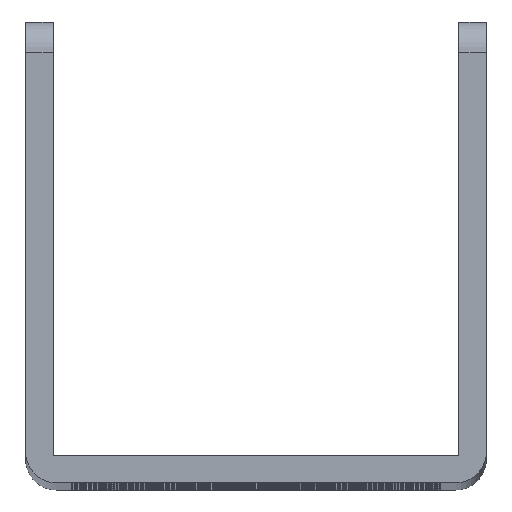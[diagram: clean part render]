
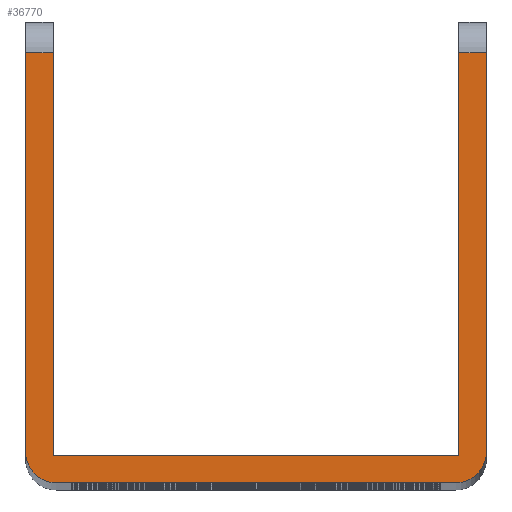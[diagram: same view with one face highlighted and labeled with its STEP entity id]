
A CAD part, top view. The second image highlights one B-rep face of the part: STEP entity #36770.
In plain terms, the highlighted planar face has unit normal (0, 0, 1).
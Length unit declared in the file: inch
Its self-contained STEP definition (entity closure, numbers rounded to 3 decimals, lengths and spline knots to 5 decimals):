
#1128 = DIRECTION ( 'NONE',  ( 0., 0., -1. ) ) ;
#1435 = CIRCLE ( 'NONE', #34284, 0.1 ) ;
#1924 = VERTEX_POINT ( 'NONE', #22636 ) ;
#2032 = CARTESIAN_POINT ( 'NONE',  ( 1.4, 0., 13.5 ) ) ;
#2256 = ORIENTED_EDGE ( 'NONE', *, *, #15131, .T. ) ;
#4731 = ORIENTED_EDGE ( 'NONE', *, *, #15547, .T. ) ;
#5519 = VERTEX_POINT ( 'NONE', #21110 ) ;
#5525 = EDGE_LOOP ( 'NONE', ( #36750, #42538, #2256, #34371, #31581, #4731, #27595, #26293, #34967, #38061 ) ) ;
#6917 = LINE ( 'NONE', #22560, #14399 ) ;
#7405 = CARTESIAN_POINT ( 'NONE',  ( 1.41, 0.09, 13.5 ) ) ;
#9178 = CARTESIAN_POINT ( 'NONE',  ( 0., 1.4, 13.5 ) ) ;
#9964 = CARTESIAN_POINT ( 'NONE',  ( 0., 1.4, 13.5 ) ) ;
#10641 = CARTESIAN_POINT ( 'NONE',  ( 1.5, 1.5, 13.5 ) ) ;
#11562 = VECTOR ( 'NONE', #34274, 39.37008 ) ;
#11830 = DIRECTION ( 'NONE',  ( -1., 0., 0. ) ) ;
#12514 = CARTESIAN_POINT ( 'NONE',  ( 0.09, 1.4, 13.5 ) ) ;
#12757 = DIRECTION ( 'NONE',  ( -1., 0., 0. ) ) ;
#12769 = CARTESIAN_POINT ( 'NONE',  ( 1.5, 1.4, 13.5 ) ) ;
#14399 = VECTOR ( 'NONE', #33211, 39.37008 ) ;
#14510 = AXIS2_PLACEMENT_3D ( 'NONE', #45458, #23415, #11830 ) ;
#15131 = EDGE_CURVE ( 'NONE', #20155, #5519, #33490, .T. ) ;
#15547 = EDGE_CURVE ( 'NONE', #38379, #43019, #30591, .T. ) ;
#16035 = EDGE_CURVE ( 'NONE', #41086, #20155, #6917, .T. ) ;
#16294 = CARTESIAN_POINT ( 'NONE',  ( 0., 0., 13.5 ) ) ;
#16876 = LINE ( 'NONE', #7405, #25548 ) ;
#18535 = CARTESIAN_POINT ( 'NONE',  ( 1.5, 0.1, 13.5 ) ) ;
#18670 = DIRECTION ( 'NONE',  ( 0., -1., 0. ) ) ;
#18918 = EDGE_CURVE ( 'NONE', #43019, #42775, #46955, .T. ) ;
#18929 = CARTESIAN_POINT ( 'NONE',  ( 0.1, 0.1, 13.5 ) ) ;
#20084 = CARTESIAN_POINT ( 'NONE',  ( 0.09, 1.5, 13.5 ) ) ;
#20123 = CARTESIAN_POINT ( 'NONE',  ( 1.41, 0.09, 13.5 ) ) ;
#20155 = VERTEX_POINT ( 'NONE', #9178 ) ;
#20328 = EDGE_CURVE ( 'NONE', #38260, #38379, #46269, .T. ) ;
#20602 = VECTOR ( 'NONE', #35091, 39.37008 ) ;
#20928 = DIRECTION ( 'NONE',  ( 1., 0., 0. ) ) ;
#21110 = CARTESIAN_POINT ( 'NONE',  ( 0., 0.1, 13.5 ) ) ;
#21497 = VECTOR ( 'NONE', #20928, 39.37008 ) ;
#21944 = LINE ( 'NONE', #30632, #30609 ) ;
#22560 = CARTESIAN_POINT ( 'NONE',  ( 0., 1.4, 13.5 ) ) ;
#22636 = CARTESIAN_POINT ( 'NONE',  ( 1.41, 1.4, 13.5 ) ) ;
#23415 = DIRECTION ( 'NONE',  ( 0., 0., 1. ) ) ;
#23468 = LINE ( 'NONE', #9964, #20602 ) ;
#23978 = AXIS2_PLACEMENT_3D ( 'NONE', #16294, #1128, #12757 ) ;
#24836 = LINE ( 'NONE', #20084, #33477 ) ;
#25548 = VECTOR ( 'NONE', #18670, 39.37008 ) ;
#25935 = EDGE_CURVE ( 'NONE', #29978, #41086, #24836, .T. ) ;
#26196 = DIRECTION ( 'NONE',  ( 0., 0., 1. ) ) ;
#26293 = ORIENTED_EDGE ( 'NONE', *, *, #37385, .T. ) ;
#27595 = ORIENTED_EDGE ( 'NONE', *, *, #18918, .T. ) ;
#28333 = CARTESIAN_POINT ( 'NONE',  ( 1.5, 0., 13.5 ) ) ;
#29903 = DIRECTION ( 'NONE',  ( -1., 0., 0. ) ) ;
#29978 = VERTEX_POINT ( 'NONE', #46996 ) ;
#30591 = CIRCLE ( 'NONE', #14510, 0.1 ) ;
#30609 = VECTOR ( 'NONE', #32306, 39.37008 ) ;
#30632 = CARTESIAN_POINT ( 'NONE',  ( 0.09, 0.09, 13.5 ) ) ;
#31581 = ORIENTED_EDGE ( 'NONE', *, *, #20328, .T. ) ;
#32015 = EDGE_CURVE ( 'NONE', #5519, #38260, #1435, .T. ) ;
#32306 = DIRECTION ( 'NONE',  ( -1., 0., 0. ) ) ;
#33211 = DIRECTION ( 'NONE',  ( -1., 0., 0. ) ) ;
#33477 = VECTOR ( 'NONE', #35212, 39.37008 ) ;
#33490 = LINE ( 'NONE', #46002, #11562 ) ;
#33965 = EDGE_CURVE ( 'NONE', #1924, #44660, #16876, .T. ) ;
#34274 = DIRECTION ( 'NONE',  ( 0., -1., 0. ) ) ;
#34284 = AXIS2_PLACEMENT_3D ( 'NONE', #18929, #26196, #29903 ) ;
#34371 = ORIENTED_EDGE ( 'NONE', *, *, #32015, .T. ) ;
#34967 = ORIENTED_EDGE ( 'NONE', *, *, #33965, .T. ) ;
#35091 = DIRECTION ( 'NONE',  ( -1., 0., 0. ) ) ;
#35212 = DIRECTION ( 'NONE',  ( 0., 1., 0. ) ) ;
#36750 = ORIENTED_EDGE ( 'NONE', *, *, #25935, .T. ) ;
#36770 = ADVANCED_FACE ( 'NONE', ( #41385 ), #38327, .F. ) ;
#37385 = EDGE_CURVE ( 'NONE', #42775, #1924, #23468, .T. ) ;
#37955 = CARTESIAN_POINT ( 'NONE',  ( 0.1, 0., 13.5 ) ) ;
#38061 = ORIENTED_EDGE ( 'NONE', *, *, #46391, .T. ) ;
#38260 = VERTEX_POINT ( 'NONE', #37955 ) ;
#38327 = PLANE ( 'NONE',  #23978 ) ;
#38379 = VERTEX_POINT ( 'NONE', #2032 ) ;
#41086 = VERTEX_POINT ( 'NONE', #12514 ) ;
#41385 = FACE_OUTER_BOUND ( 'NONE', #5525, .T. ) ;
#42340 = VECTOR ( 'NONE', #44118, 39.37008 ) ;
#42538 = ORIENTED_EDGE ( 'NONE', *, *, #16035, .T. ) ;
#42775 = VERTEX_POINT ( 'NONE', #12769 ) ;
#43019 = VERTEX_POINT ( 'NONE', #18535 ) ;
#44118 = DIRECTION ( 'NONE',  ( 0., 1., 0. ) ) ;
#44660 = VERTEX_POINT ( 'NONE', #20123 ) ;
#45458 = CARTESIAN_POINT ( 'NONE',  ( 1.4, 0.1, 13.5 ) ) ;
#46002 = CARTESIAN_POINT ( 'NONE',  ( 0., 0., 13.5 ) ) ;
#46269 = LINE ( 'NONE', #28333, #21497 ) ;
#46391 = EDGE_CURVE ( 'NONE', #44660, #29978, #21944, .T. ) ;
#46955 = LINE ( 'NONE', #10641, #42340 ) ;
#46996 = CARTESIAN_POINT ( 'NONE',  ( 0.09, 0.09, 13.5 ) ) ;
